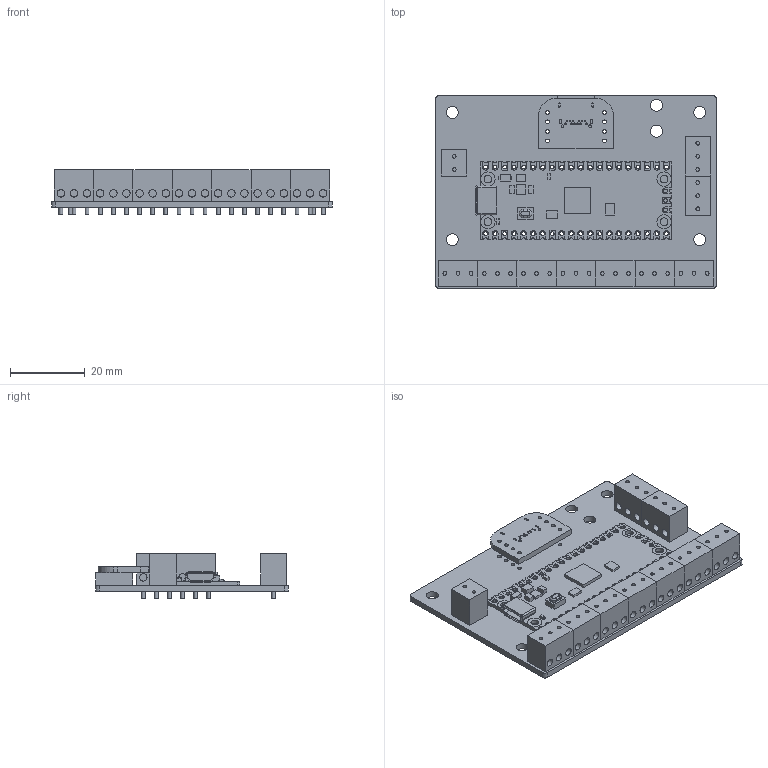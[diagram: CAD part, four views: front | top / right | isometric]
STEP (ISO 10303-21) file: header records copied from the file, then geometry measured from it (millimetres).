
FILE_DESCRIPTION(/* description */ (''),/* implementation_level */ '2;1');
FILE_NAME(/* name */ 'DIDIY Pico PCB v14.step',/* time_stamp */ '2022-07-11T00:00:17-07:00',/* author */ (''),/* organization */ (''),/* preprocessor_version */ 'ST-DEVELOPER v19',/* originating_system */ 'Autodesk Translation Framework v11.7.0.108',/* authorisation */ '');
FILE_SCHEMA (('AUTOMOTIVE_DESIGN { 1 0 10303 214 3 1 1 }'));
Length unit declared in the file: millimetre
Products named in the file (10): DIDIY Pico PCB; Pico; COMPOUND (1); Degson DG350 2 Pin; COMPOUND (2); Degson DG350 3 Pin; COMPOUND; Model-U; COMPOUND (3); DIDIY V1 PCB
Assembly tree (17 placements, depth 3):
  DIDIY Pico PCB
    Degson DG350 3 Pin  x9
      COMPOUND
    Pico
      COMPOUND (1)
    Degson DG350 2 Pin
      COMPOUND (2)
    Model-U
      COMPOUND (3)
    DIDIY V1 PCB
Bounding box: 75 x 51.5 x 11.9 mm (x, y, z)
Volume: 13212.6 mm3; surface area: 18149.3 mm2
Topology: 59 solids, 59 shells, 908 faces, 2447 edges, 1696 vertices
Faces by surface type: plane 542, cylinder 364, torus 2
Full cylindrical faces by diameter (mm): 0.4 x12, 0.7 x2, 0.762 x3, 1 x146, 1.02 x40, 1.1 x29, 2 x29, 2.1 x4, 3.2 x6
Entity records: 24850 total; most frequent: CARTESIAN_POINT 4850, DIRECTION 4073, ORIENTED_EDGE 4030, EDGE_CURVE 2015, AXIS2_PLACEMENT_3D 1423, VERTEX_POINT 1392, LINE 1227, VECTOR 1227
